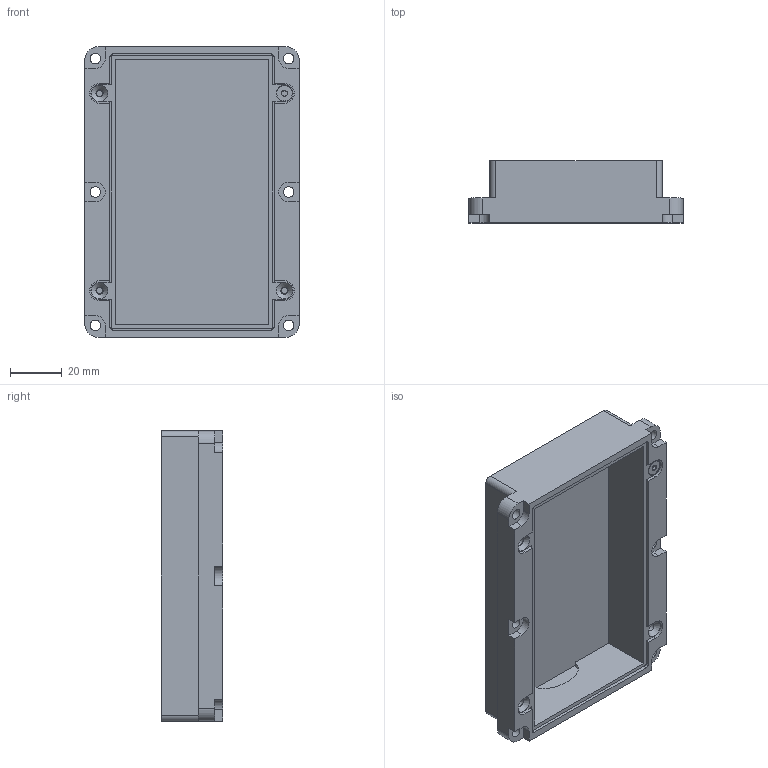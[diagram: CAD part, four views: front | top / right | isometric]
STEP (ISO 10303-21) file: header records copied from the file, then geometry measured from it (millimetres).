
FILE_DESCRIPTION(/* description */ (''),/* implementation_level */ '2;1');
FILE_NAME(/* name */ 'DSKY front frame mechanical v8.step',/* time_stamp */ '2019-04-13T10:31:45-07:00',/* author */ ('ben.krasnow'),/* organization */ (''),/* preprocessor_version */ 'ST-DEVELOPER v18',/* originating_system */ 'Autodesk Translation Framework v8.2.0.1029',/* authorisation */ '');
FILE_SCHEMA (('AUTOMOTIVE_DESIGN { 1 0 10303 214 3 1 1 }'));
Length unit declared in the file: millimetre
Products named in the file (2): DSKY front frame mechanical; 91294A126
Assembly tree (1 placements, depth 2):
  DSKY front frame mechanical
    91294A126
Bounding box: 82.8 x 23.88 x 112.27 mm (x, y, z)
Volume: 58861 mm3; surface area: 65089.3 mm2
Topology: 5 solids, 5 shells, 272 faces, 737 edges, 480 vertices
Faces by surface type: cylinder 145, plane 104, cone 12, bspline 11
Full cylindrical faces by diameter (mm): 2.35 x7, 2.529 x32, 3 x11, 3.086 x28, 4.064 x6, 6 x1
Entity records: 14677 total; most frequent: CARTESIAN_POINT 7973, ORIENTED_EDGE 1474, DIRECTION 1227, EDGE_CURVE 737, VERTEX_POINT 480, AXIS2_PLACEMENT_3D 412, LINE 403, VECTOR 403
